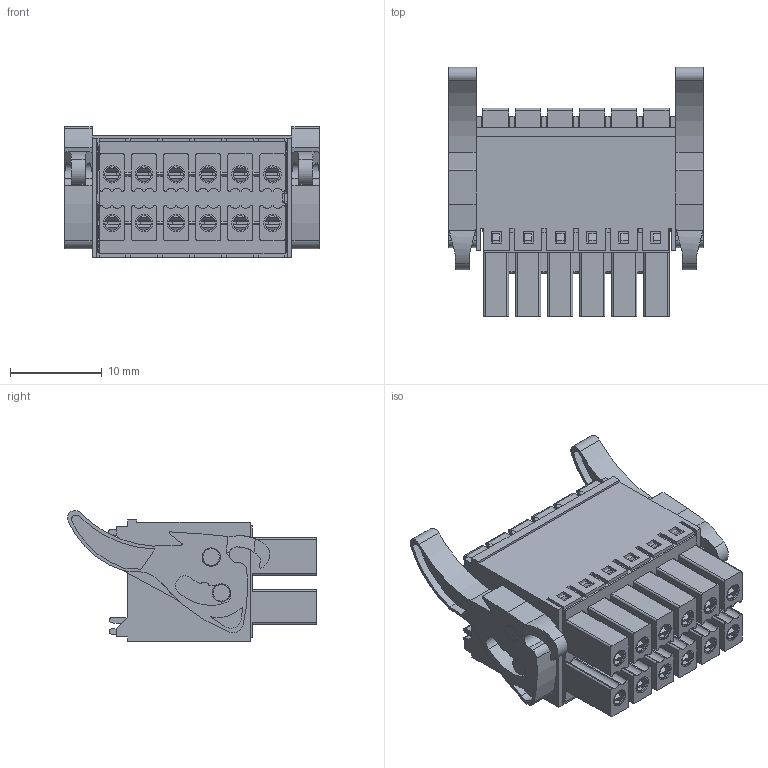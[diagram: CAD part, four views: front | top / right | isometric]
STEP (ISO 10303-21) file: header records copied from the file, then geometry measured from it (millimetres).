
FILE_DESCRIPTION(/* description */ ('Unknown'),/* implementation_level */ '2;1');
FILE_NAME(/* name */ '69137918012',/* time_stamp */ '2024-12-02T14:44:57+01:00',/* author */ ('Unknown'),/* organization */ ('Unknown'),/* preprocessor_version */ 'ST-DEVELOPER v19.4',/* originating_system */ 'Solid Edge',/* authorisation */ 'Unknown');
FILE_SCHEMA (('AUTOMOTIVE_DESIGN {1 0 10303 214 3 1 1}'));
Length unit declared in the file: millimetre
Products named in the file (8): 6913791800xx; 691379180012; 691379180012-2; 6913791800xx_Terminal Lever; 6913791800xx_Contact; 6913791000xx_Contact part 1; 6913791000xx_Contact part 2; 6913791800xx_Operating Lever
Assembly tree (30 placements, depth 3):
  6913791800xx
    691379180012
    691379180012-2
    6913791800xx_Terminal Lever  x12
    6913791800xx_Contact  x12
      6913791000xx_Contact part 1
      6913791000xx_Contact part 2
    6913791800xx_Operating Lever  x2
Bounding box: 27.8 x 27.15 x 14.28 mm (x, y, z)
Volume: 3427 mm3; surface area: 12248.2 mm2
Topology: 40 solids, 40 shells, 2998 faces, 8479 edges, 5577 vertices
Faces by surface type: plane 2064, cylinder 866, bspline 60, cone 8
Full cylindrical faces by diameter (mm): 1.6 x12, 1.8 x2, 1.9 x12, 2 x8, 3 x12
Entity records: 42076 total; most frequent: CARTESIAN_POINT 7553, ORIENTED_EDGE 6652, DIRECTION 6174, EDGE_CURVE 3326, LINE 2792, VECTOR 2792, VERTEX_POINT 2210, AXIS2_PLACEMENT_3D 1691
